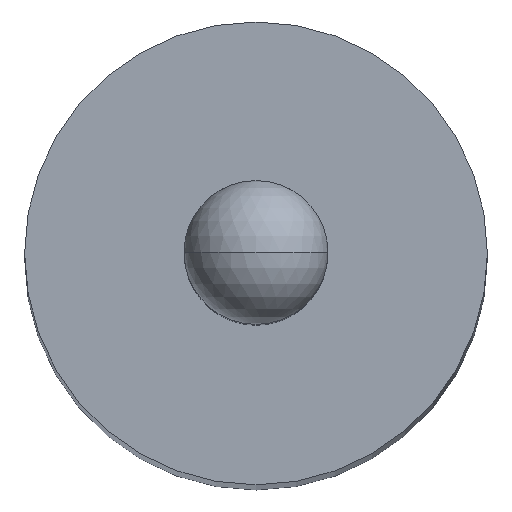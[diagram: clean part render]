
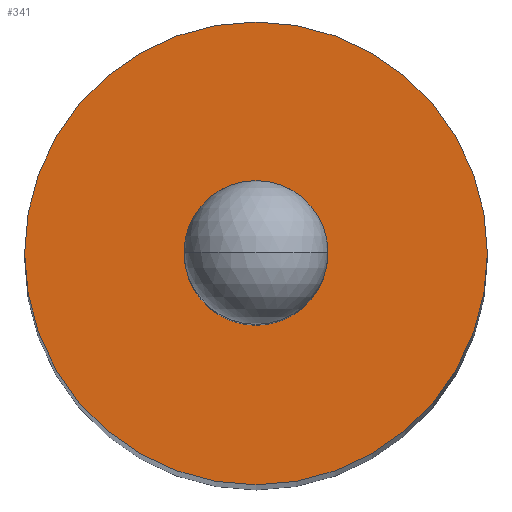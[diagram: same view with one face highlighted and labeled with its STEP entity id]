
A CAD part, top view. The second image highlights one B-rep face of the part: STEP entity #341.
In plain terms, the highlighted planar face has unit normal (0, 0, 1).
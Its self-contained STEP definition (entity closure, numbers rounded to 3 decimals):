
#4 = CARTESIAN_POINT ( 'NONE',  ( -0.37, 0., -0.97 ) ) ;
#12 = DIRECTION ( 'NONE',  ( 0., 0., -1. ) ) ;
#33 = EDGE_CURVE ( 'NONE', #476, #364, #200, .T. ) ;
#68 = CARTESIAN_POINT ( 'NONE',  ( 0., 0., -0.97 ) ) ;
#75 = CIRCLE ( 'NONE', #247, 0.115 ) ;
#82 = EDGE_CURVE ( 'NONE', #364, #476, #75, .T. ) ;
#94 = CARTESIAN_POINT ( 'NONE',  ( 0., 0., -0.97 ) ) ;
#97 = DIRECTION ( 'NONE',  ( -1., 0., 0. ) ) ;
#113 = FACE_OUTER_BOUND ( 'NONE', #324, .T. ) ;
#121 = DIRECTION ( 'NONE',  ( 0., 0., -1. ) ) ;
#142 = CARTESIAN_POINT ( 'NONE',  ( 0.115, 0., -0.97 ) ) ;
#154 = ORIENTED_EDGE ( 'NONE', *, *, #477, .F. ) ;
#172 = DIRECTION ( 'NONE',  ( -1., 0., 0. ) ) ;
#175 = DIRECTION ( 'NONE',  ( 0., 0., -1. ) ) ;
#185 = DIRECTION ( 'NONE',  ( 0., 0., -1. ) ) ;
#200 = CIRCLE ( 'NONE', #332, 0.115 ) ;
#225 = EDGE_CURVE ( 'NONE', #292, #434, #370, .T. ) ;
#230 = DIRECTION ( 'NONE',  ( -1., 0., 0. ) ) ;
#232 = AXIS2_PLACEMENT_3D ( 'NONE', #428, #175, #172 ) ;
#245 = ORIENTED_EDGE ( 'NONE', *, *, #225, .F. ) ;
#247 = AXIS2_PLACEMENT_3D ( 'NONE', #456, #266, #230 ) ;
#266 = DIRECTION ( 'NONE',  ( 0., 0., -1. ) ) ;
#267 = PLANE ( 'NONE',  #371 ) ;
#272 = CIRCLE ( 'NONE', #330, 0.37 ) ;
#273 = FACE_BOUND ( 'NONE', #416, .T. ) ;
#292 = VERTEX_POINT ( 'NONE', #399 ) ;
#306 = DIRECTION ( 'NONE',  ( -1., 0., 0. ) ) ;
#317 = ORIENTED_EDGE ( 'NONE', *, *, #82, .T. ) ;
#324 = EDGE_LOOP ( 'NONE', ( #154, #245 ) ) ;
#330 = AXIS2_PLACEMENT_3D ( 'NONE', #68, #121, #97 ) ;
#332 = AXIS2_PLACEMENT_3D ( 'NONE', #338, #185, #334 ) ;
#334 = DIRECTION ( 'NONE',  ( -1., 0., 0. ) ) ;
#338 = CARTESIAN_POINT ( 'NONE',  ( 0., 0., -0.97 ) ) ;
#341 = ADVANCED_FACE ( 'NONE', ( #273, #113 ), #267, .F. ) ;
#364 = VERTEX_POINT ( 'NONE', #459 ) ;
#370 = CIRCLE ( 'NONE', #232, 0.37 ) ;
#371 = AXIS2_PLACEMENT_3D ( 'NONE', #94, #12, #306 ) ;
#384 = ORIENTED_EDGE ( 'NONE', *, *, #33, .T. ) ;
#399 = CARTESIAN_POINT ( 'NONE',  ( 0.37, 0., -0.97 ) ) ;
#416 = EDGE_LOOP ( 'NONE', ( #317, #384 ) ) ;
#428 = CARTESIAN_POINT ( 'NONE',  ( 0., 0., -0.97 ) ) ;
#434 = VERTEX_POINT ( 'NONE', #4 ) ;
#456 = CARTESIAN_POINT ( 'NONE',  ( 0., 0., -0.97 ) ) ;
#459 = CARTESIAN_POINT ( 'NONE',  ( -0.115, 0., -0.97 ) ) ;
#476 = VERTEX_POINT ( 'NONE', #142 ) ;
#477 = EDGE_CURVE ( 'NONE', #434, #292, #272, .T. ) ;
